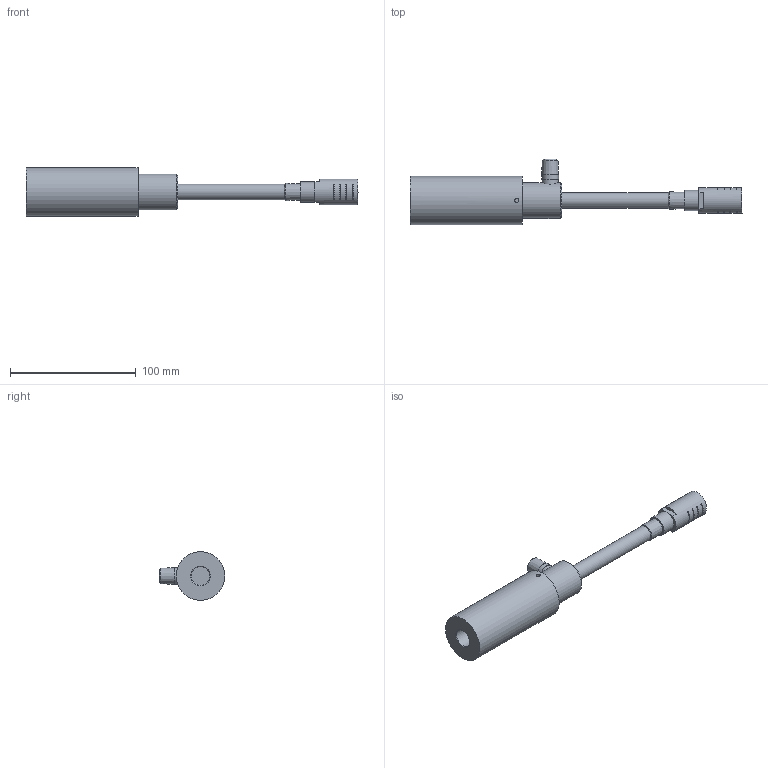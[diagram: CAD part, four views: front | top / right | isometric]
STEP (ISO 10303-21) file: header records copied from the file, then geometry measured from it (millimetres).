
FILE_DESCRIPTION(/* description */ ('','CAx-IF Rec.Pracs.---Representation and Presentation of Product Manufacturing Information (PMI)---4.0---2014-10-13'),/* implementation_level */ '2;1');
FILE_NAME(/* name */ 'MediumVortexTubeMuff.stp',/* time_stamp */ '2021-04-27T15:10:18-04:00',/* author */ ('Adam Laub'),/* organization */ (''),/* preprocessor_version */ 'ST-DEVELOPER v18',/* originating_system */ 'Autodesk Inventor 2020',/* authorisation */ '');
FILE_SCHEMA (('AP242_MANAGED_MODEL_BASED_3D_ENGINEERING_MIM_LF { 1 0 10303 442 1 1 4 }'));
Length unit declared in the file: inch
Products named in the file (4): MediumVortexTubeMuff; 3901; MediumVortexTube; 3903
Assembly tree (3 placements, depth 2):
  MediumVortexTubeMuff
    3901
    MediumVortexTube
    3903
Bounding box: 263.64 x 52.13 x 38.61 mm (x, y, z)
Volume: 144352.6 mm3; surface area: 33835.2 mm2
Topology: 3 solids, 3 shells, 121 faces, 392 edges, 389 vertices
Faces by surface type: plane 68, cylinder 28, cone 22, torus 3
Full cylindrical faces by diameter (mm): 3.175 x2, 9.246 x1, 12.598 x1, 12.693 x1, 12.7 x1, 12.751 x1, 13.494 x1, 14.733 x1, 16.002 x1, 20.574 x1, 23.368 x2, 28.575 x1, 38.608 x1
Entity records: 4782 total; most frequent: CARTESIAN_POINT 1340, DIRECTION 680, ORIENTED_EDGE 586, EDGE_CURVE 293, AXIS2_PLACEMENT_3D 277, VERTEX_POINT 194, EDGE_LOOP 139, CIRCLE 136
